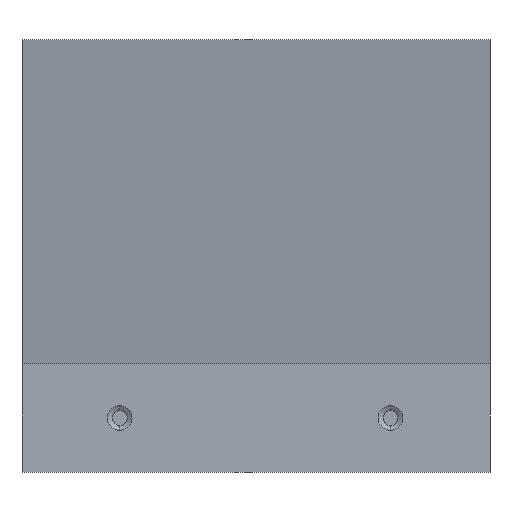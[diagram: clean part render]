
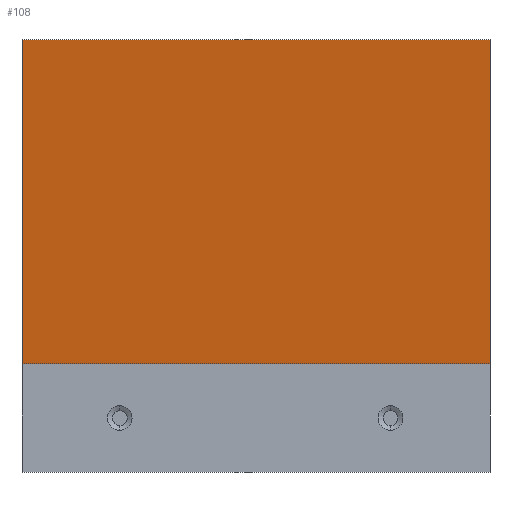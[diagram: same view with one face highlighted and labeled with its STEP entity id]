
A CAD part, front view. The second image highlights one B-rep face of the part: STEP entity #108.
In plain terms, the highlighted planar face has unit normal (0, -0.987, -0.163).
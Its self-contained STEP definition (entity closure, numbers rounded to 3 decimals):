
#53 = EDGE_CURVE ( 'NONE', #572, #803, #92, .T. ) ;
#74 = DIRECTION ( 'NONE',  ( 0., 0.163, -0.987 ) ) ;
#88 = DIRECTION ( 'NONE',  ( 1., 0., 0. ) ) ;
#92 = LINE ( 'NONE', #1036, #544 ) ;
#108 = ADVANCED_FACE ( 'NONE', ( #377 ), #692, .T. ) ;
#151 = DIRECTION ( 'NONE',  ( 1., 0., 0. ) ) ;
#173 = EDGE_LOOP ( 'NONE', ( #749, #393, #672, #426 ) ) ;
#321 = CARTESIAN_POINT ( 'NONE',  ( -21.5, -10.431, 34.773 ) ) ;
#363 = LINE ( 'NONE', #321, #485 ) ;
#377 = FACE_OUTER_BOUND ( 'NONE', #173, .T. ) ;
#393 = ORIENTED_EDGE ( 'NONE', *, *, #997, .T. ) ;
#426 = ORIENTED_EDGE ( 'NONE', *, *, #662, .F. ) ;
#485 = VECTOR ( 'NONE', #1011, 1000. ) ;
#525 = DIRECTION ( 'NONE',  ( 0., 0.163, -0.987 ) ) ;
#544 = VECTOR ( 'NONE', #525, 1000. ) ;
#572 = VERTEX_POINT ( 'NONE', #954 ) ;
#593 = AXIS2_PLACEMENT_3D ( 'NONE', #1130, #778, #74 ) ;
#632 = CARTESIAN_POINT ( 'NONE',  ( -56., -10.431, 34.773 ) ) ;
#662 = EDGE_CURVE ( 'NONE', #866, #572, #1060, .T. ) ;
#672 = ORIENTED_EDGE ( 'NONE', *, *, #53, .F. ) ;
#692 = PLANE ( 'NONE',  #593 ) ;
#749 = ORIENTED_EDGE ( 'NONE', *, *, #891, .F. ) ;
#759 = CARTESIAN_POINT ( 'NONE',  ( -21.5, -10.431, 34.773 ) ) ;
#778 = DIRECTION ( 'NONE',  ( 0., -0.987, -0.163 ) ) ;
#792 = VERTEX_POINT ( 'NONE', #833 ) ;
#803 = VERTEX_POINT ( 'NONE', #1000 ) ;
#833 = CARTESIAN_POINT ( 'NONE',  ( -21.5, -5.5, 5. ) ) ;
#834 = VECTOR ( 'NONE', #88, 1000. ) ;
#866 = VERTEX_POINT ( 'NONE', #759 ) ;
#891 = EDGE_CURVE ( 'NONE', #792, #866, #363, .T. ) ;
#953 = VECTOR ( 'NONE', #151, 1000. ) ;
#954 = CARTESIAN_POINT ( 'NONE',  ( 21.5, -10.431, 34.773 ) ) ;
#979 = LINE ( 'NONE', #1037, #953 ) ;
#997 = EDGE_CURVE ( 'NONE', #792, #803, #979, .T. ) ;
#1000 = CARTESIAN_POINT ( 'NONE',  ( 21.5, -5.5, 5. ) ) ;
#1011 = DIRECTION ( 'NONE',  ( 0., -0.163, 0.987 ) ) ;
#1036 = CARTESIAN_POINT ( 'NONE',  ( 21.5, -10.431, 34.773 ) ) ;
#1037 = CARTESIAN_POINT ( 'NONE',  ( -56., -5.5, 5. ) ) ;
#1060 = LINE ( 'NONE', #632, #834 ) ;
#1130 = CARTESIAN_POINT ( 'NONE',  ( -56., -10.431, 34.773 ) ) ;
